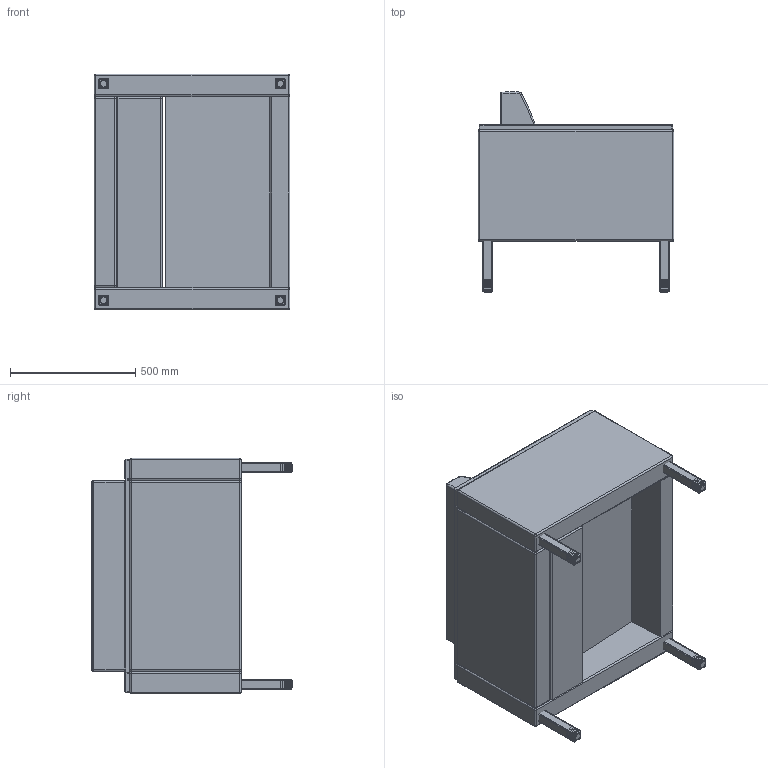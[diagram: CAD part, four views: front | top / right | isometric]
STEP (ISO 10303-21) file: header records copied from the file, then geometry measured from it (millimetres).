
FILE_DESCRIPTION(/* description */ (''),/* implementation_level */ '2;1');
FILE_NAME(/* name */ 'KAS13BA.stp',/* time_stamp */ '2016-04-21T14:13:05-04:00',/* author */ ('emerkel'),/* organization */ (''),/* preprocessor_version */ 'ST-DEVELOPER v16.1',/* originating_system */ 'Autodesk Inventor 2016',/* authorisation */ '');
FILE_SCHEMA (('AUTOMOTIVE_DESIGN { 1 0 10303 214 3 1 1 }'));
Length unit declared in the file: inch
Products named in the file (12): KAS13 FARM; LEG 14.5; LEG CAP 1.5-1-B; UOBACK KAS13B; TABLE TOP (3.5x30.5x.75); UBACK KAS13B; USEAT KAS10B; GLD BLK 5-16; LEG CAP 1.5-1-B_1; KAS13 FARM L; KAS13 FARM R; KAS13BA
Assembly tree (20 placements, depth 4):
  KAS13BA
    KAS13 FARM L
      KAS13 FARM
      LEG 14.5  x2
      LEG CAP 1.5-1-B_1  x2
        LEG CAP 1.5-1-B
        GLD BLK 5-16
    KAS13 FARM R
      KAS13 FARM
      LEG 14.5  x2
      LEG CAP 1.5-1-B_1  x2
        LEG CAP 1.5-1-B
        GLD BLK 5-16
    UOBACK KAS13B
    TABLE TOP (3.5x30.5x.75)  x3
    UBACK KAS13B
    USEAT KAS10B
Bounding box: 781.05 x 798.7 x 939.8 mm (x, y, z)
Volume: 219933578.5 mm3; surface area: 6223576.1 mm2
Topology: 28 solids, 36 shells, 3234 faces, 6812 edges, 3738 vertices
Faces by surface type: cylinder 974, plane 856, torus 622, bspline 558, sphere 120, cone 104
Full cylindrical faces by diameter (mm): 6.528 x8, 7.925 x8, 7.937 x28, 7.938 x28, 8.001 x4, 8.636 x4, 9.271 x4
Entity records: 34168 total; most frequent: CARTESIAN_POINT 16510, ORIENTED_EDGE 3588, DIRECTION 3560, EDGE_CURVE 1796, AXIS2_PLACEMENT_3D 1431, VERTEX_POINT 992, EDGE_LOOP 938, FACE_OUTER_BOUND 874
